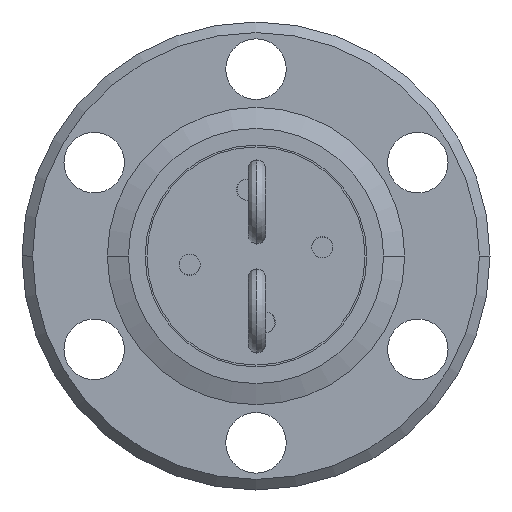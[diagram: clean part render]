
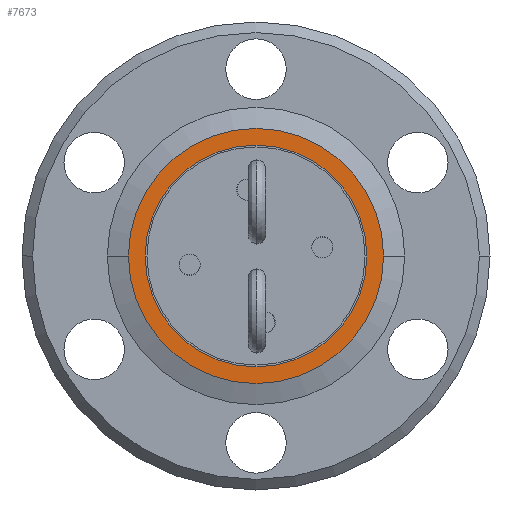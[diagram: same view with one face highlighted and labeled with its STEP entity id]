
A CAD part, front view. The second image highlights one B-rep face of the part: STEP entity #7673.
In plain terms, the highlighted planar face has unit normal (0, -1, 0).
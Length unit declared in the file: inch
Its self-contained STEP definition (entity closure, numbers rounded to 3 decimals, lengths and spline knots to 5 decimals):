
#372 = CARTESIAN_POINT ( 'NONE',  ( -0.0025, -0.80526, 0.00104 ) ) ;
#376 = FACE_BOUND ( 'NONE', #1325, .T. ) ;
#377 = FACE_OUTER_BOUND ( 'NONE', #4988, .T. ) ;
#378 = PLANE ( 'NONE',  #5652 ) ;
#380 = DIRECTION ( 'NONE',  ( 0., 1., 0. ) ) ;
#381 = DIRECTION ( 'NONE',  ( -1., 0., 0. ) ) ;
#1070 = VERTEX_POINT ( 'NONE', #2273 ) ;
#1118 = VERTEX_POINT ( 'NONE', #2192 ) ;
#1325 = EDGE_LOOP ( 'NONE', ( #5148, #5212 ) ) ;
#2192 = CARTESIAN_POINT ( 'NONE',  ( -0.0025, -0.80526, 0.31604 ) ) ;
#2273 = CARTESIAN_POINT ( 'NONE',  ( -0.365, -0.80526, 0.00104 ) ) ;
#2334 = EDGE_CURVE ( 'NONE', #12024, #1118, #5439, .T. ) ;
#4988 = EDGE_LOOP ( 'NONE', ( #5150, #5152 ) ) ;
#5148 = ORIENTED_EDGE ( 'NONE', *, *, #2334, .T. ) ;
#5150 = ORIENTED_EDGE ( 'NONE', *, *, #9407, .T. ) ;
#5152 = ORIENTED_EDGE ( 'NONE', *, *, #5971, .T. ) ;
#5212 = ORIENTED_EDGE ( 'NONE', *, *, #7555, .T. ) ;
#5223 = DIRECTION ( 'NONE',  ( -1., 0., 0. ) ) ;
#5224 = DIRECTION ( 'NONE',  ( 0., 1., 0. ) ) ;
#5225 = CARTESIAN_POINT ( 'NONE',  ( -0.0025, -0.80526, 0.00104 ) ) ;
#5276 = CIRCLE ( 'NONE', #5491, 0.3625 ) ;
#5385 = AXIS2_PLACEMENT_3D ( 'NONE', #6299, #6301, #6303 ) ;
#5439 = CIRCLE ( 'NONE', #5442, 0.315 ) ;
#5442 = AXIS2_PLACEMENT_3D ( 'NONE', #5225, #5224, #5223 ) ;
#5491 = AXIS2_PLACEMENT_3D ( 'NONE', #6286, #6288, #6290 ) ;
#5652 = AXIS2_PLACEMENT_3D ( 'NONE', #372, #380, #381 ) ;
#5695 = CIRCLE ( 'NONE', #5698, 0.3625 ) ;
#5698 = AXIS2_PLACEMENT_3D ( 'NONE', #10844, #10845, #10846 ) ;
#5762 = CIRCLE ( 'NONE', #5385, 0.315 ) ;
#5971 = EDGE_CURVE ( 'NONE', #1070, #12027, #5276, .T. ) ;
#6286 = CARTESIAN_POINT ( 'NONE',  ( -0.0025, -0.80526, 0.00104 ) ) ;
#6288 = DIRECTION ( 'NONE',  ( 0., -1., 0. ) ) ;
#6290 = DIRECTION ( 'NONE',  ( 1., 0., 0. ) ) ;
#6299 = CARTESIAN_POINT ( 'NONE',  ( -0.0025, -0.80526, 0.00104 ) ) ;
#6301 = DIRECTION ( 'NONE',  ( 0., 1., 0. ) ) ;
#6303 = DIRECTION ( 'NONE',  ( -1., 0., 0. ) ) ;
#7555 = EDGE_CURVE ( 'NONE', #1118, #12024, #5762, .T. ) ;
#7673 = ADVANCED_FACE ( 'NONE', ( #376, #377 ), #378, .F. ) ;
#9407 = EDGE_CURVE ( 'NONE', #12027, #1070, #5695, .T. ) ;
#10844 = CARTESIAN_POINT ( 'NONE',  ( -0.0025, -0.80526, 0.00104 ) ) ;
#10845 = DIRECTION ( 'NONE',  ( 0., -1., 0. ) ) ;
#10846 = DIRECTION ( 'NONE',  ( 1., 0., 0. ) ) ;
#11674 = CARTESIAN_POINT ( 'NONE',  ( -0.0025, -0.80526, -0.31396 ) ) ;
#11680 = CARTESIAN_POINT ( 'NONE',  ( 0.36, -0.80526, 0.00104 ) ) ;
#12024 = VERTEX_POINT ( 'NONE', #11674 ) ;
#12027 = VERTEX_POINT ( 'NONE', #11680 ) ;
